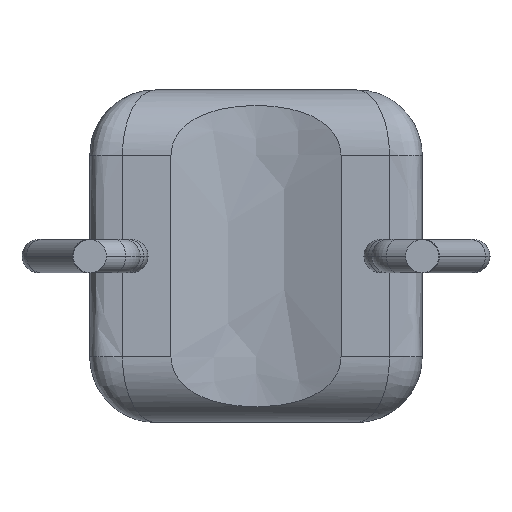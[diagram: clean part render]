
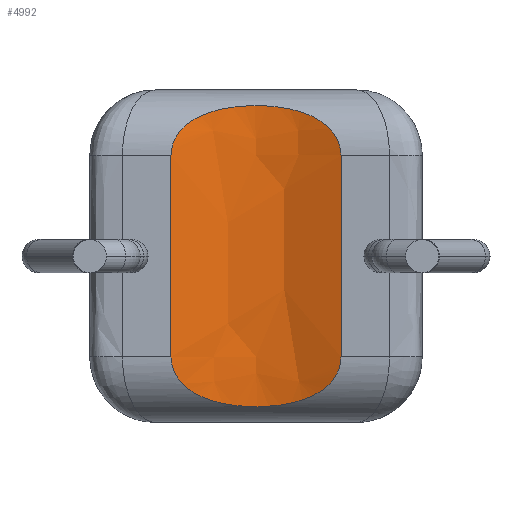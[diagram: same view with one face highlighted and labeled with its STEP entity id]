
A CAD part, front view. The second image highlights one B-rep face of the part: STEP entity #4992.
In plain terms, the highlighted free-form (B-spline) face has degree [2, 1] with [3, 2] control points.
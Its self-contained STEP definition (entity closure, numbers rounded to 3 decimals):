
#12 = ORIENTED_EDGE ( 'NONE', *, *, #586, .F. ) ;
#309 = CARTESIAN_POINT ( 'NONE',  ( 3.484, 0.169, 4.64 ) ) ;
#346 = CARTESIAN_POINT ( 'NONE',  ( 2.54, 0.7, 4.874 ) ) ;
#401 = CARTESIAN_POINT ( 'NONE',  ( 1.24, 0., 0.206 ) ) ;
#492 = CARTESIAN_POINT ( 'NONE',  ( 1.24, 0., 4.08 ) ) ;
#586 = EDGE_CURVE ( 'NONE', #3083, #1042, #6571, .T. ) ;
#595 = CARTESIAN_POINT ( 'NONE',  ( 3.1, 0.289, 0.296 ) ) ;
#657 = CARTESIAN_POINT ( 'NONE',  ( 1.24, 0., 0.855 ) ) ;
#909 = CARTESIAN_POINT ( 'NONE',  ( 1.845, 0.253, 4.749 ) ) ;
#1022 = CARTESIAN_POINT ( 'NONE',  ( 1.24, 0., 4.225 ) ) ;
#1042 = VERTEX_POINT ( 'NONE', #8434 ) ;
#1138 = CARTESIAN_POINT ( 'NONE',  ( 2.54, 0.7, 0.206 ) ) ;
#1201 = EDGE_CURVE ( 'NONE', #1042, #8307, #5701, .T. ) ;
#1730 = CARTESIAN_POINT ( 'NONE',  ( 1.596, 0.169, 4.64 ) ) ;
#1815 = EDGE_CURVE ( 'NONE', #3083, #3745, #4495, .T. ) ;
#1925 = B_SPLINE_SURFACE_WITH_KNOTS ( 'NONE', 2, 1, ( 
 ( #4376, #5936 ),
 ( #346, #1138 ),
 ( #7308, #401 ) ),
 .UNSPECIFIED., .F., .F., .F.,
 ( 3, 3 ),
 ( 2, 2 ),
 ( 0., 1. ),
 ( 0., 1. ),
 .UNSPECIFIED. ) ;
#1983 = CARTESIAN_POINT ( 'NONE',  ( 1.979, 0.289, 0.296 ) ) ;
#2034 = VECTOR ( 'NONE', #2363, 1000. ) ;
#2068 = CARTESIAN_POINT ( 'NONE',  ( 2.682, 0.35, 0.24 ) ) ;
#2100 = CARTESIAN_POINT ( 'NONE',  ( 1.596, 0.169, 0.44 ) ) ;
#2310 = CARTESIAN_POINT ( 'NONE',  ( 2.682, 0.35, 4.84 ) ) ;
#2363 = DIRECTION ( 'NONE',  ( 0., 0., -1. ) ) ;
#2762 = CARTESIAN_POINT ( 'NONE',  ( 3.84, 0., 0.855 ) ) ;
#2959 = DIRECTION ( 'NONE',  ( 0., 0., -1. ) ) ;
#2981 = CARTESIAN_POINT ( 'NONE',  ( 3.84, 0., 4.225 ) ) ;
#3068 = CARTESIAN_POINT ( 'NONE',  ( 2.255, 0.337, 4.829 ) ) ;
#3083 = VERTEX_POINT ( 'NONE', #492 ) ;
#3445 = CARTESIAN_POINT ( 'NONE',  ( 1.48, 0.119, 0.514 ) ) ;
#3522 = ORIENTED_EDGE ( 'NONE', *, *, #1201, .F. ) ;
#3637 = CARTESIAN_POINT ( 'NONE',  ( 1.24, 0., 1. ) ) ;
#3728 = CARTESIAN_POINT ( 'NONE',  ( 3.233, 0.254, 4.749 ) ) ;
#3745 = VERTEX_POINT ( 'NONE', #3637 ) ;
#4084 = CARTESIAN_POINT ( 'NONE',  ( 1.301, 0.034, 0.719 ) ) ;
#4114 = CARTESIAN_POINT ( 'NONE',  ( 3.778, 0.034, 0.719 ) ) ;
#4175 = CARTESIAN_POINT ( 'NONE',  ( 3.6, 0.119, 0.514 ) ) ;
#4376 = CARTESIAN_POINT ( 'NONE',  ( 3.84, 0., 4.874 ) ) ;
#4393 = CARTESIAN_POINT ( 'NONE',  ( 3.779, 0.034, 4.361 ) ) ;
#4454 = CARTESIAN_POINT ( 'NONE',  ( 3.101, 0.289, 4.784 ) ) ;
#4483 = CARTESIAN_POINT ( 'NONE',  ( 1.48, 0.119, 4.566 ) ) ;
#4495 = LINE ( 'NONE', #6328, #4596 ) ;
#4596 = VECTOR ( 'NONE', #2959, 1000. ) ;
#4769 = B_SPLINE_CURVE_WITH_KNOTS ( 'NONE', 3,
 ( #6192, #2762, #4114, #4175, #6926, #4775, #595, #4803, #2068, #7532, #6812, #1983, #7509, #2100, #3445, #4084, #657, #6867 ),
 .UNSPECIFIED., .F., .F.,
 ( 4, 2, 2, 2, 2, 2, 2, 2, 4 ),
 ( 0., 0., 0.001, 0.001, 0.002, 0.002, 0.003, 0.003, 0.003 ),
 .UNSPECIFIED. ) ;
#4775 = CARTESIAN_POINT ( 'NONE',  ( 3.235, 0.253, 0.331 ) ) ;
#4803 = CARTESIAN_POINT ( 'NONE',  ( 2.825, 0.337, 0.251 ) ) ;
#4992 = ADVANCED_FACE ( 'NONE', ( #5517 ), #1925, .T. ) ;
#5075 = CARTESIAN_POINT ( 'NONE',  ( 3.84, 0., 4.08 ) ) ;
#5517 = FACE_OUTER_BOUND ( 'NONE', #8089, .T. ) ;
#5701 = LINE ( 'NONE', #7169, #2034 ) ;
#5774 = CARTESIAN_POINT ( 'NONE',  ( 3.84, 0., 1. ) ) ;
#5777 = CARTESIAN_POINT ( 'NONE',  ( 1.98, 0.289, 4.784 ) ) ;
#5808 = CARTESIAN_POINT ( 'NONE',  ( 2.823, 0.337, 4.83 ) ) ;
#5870 = CARTESIAN_POINT ( 'NONE',  ( 1.302, 0.034, 4.361 ) ) ;
#5916 = ORIENTED_EDGE ( 'NONE', *, *, #6788, .F. ) ;
#5936 = CARTESIAN_POINT ( 'NONE',  ( 3.84, 0., 0.206 ) ) ;
#6192 = CARTESIAN_POINT ( 'NONE',  ( 3.84, 0., 1. ) ) ;
#6316 = ORIENTED_EDGE ( 'NONE', *, *, #1815, .T. ) ;
#6328 = CARTESIAN_POINT ( 'NONE',  ( 1.24, 0., 10. ) ) ;
#6571 = B_SPLINE_CURVE_WITH_KNOTS ( 'NONE', 3,
 ( #8622, #1022, #5870, #4483, #1730, #909, #5777, #3068, #7843, #2310, #5808, #4454, #3728, #309, #7116, #4393, #2981, #5075 ),
 .UNSPECIFIED., .F., .F.,
 ( 4, 2, 2, 2, 2, 2, 2, 2, 4 ),
 ( 0., 0., 0.001, 0.001, 0.002, 0.002, 0.003, 0.003, 0.003 ),
 .UNSPECIFIED. ) ;
#6788 = EDGE_CURVE ( 'NONE', #8307, #3745, #4769, .T. ) ;
#6812 = CARTESIAN_POINT ( 'NONE',  ( 2.257, 0.337, 0.25 ) ) ;
#6867 = CARTESIAN_POINT ( 'NONE',  ( 1.24, 0., 1. ) ) ;
#6926 = CARTESIAN_POINT ( 'NONE',  ( 3.484, 0.169, 0.44 ) ) ;
#7116 = CARTESIAN_POINT ( 'NONE',  ( 3.6, 0.119, 4.566 ) ) ;
#7169 = CARTESIAN_POINT ( 'NONE',  ( 3.84, 0., 10. ) ) ;
#7308 = CARTESIAN_POINT ( 'NONE',  ( 1.24, 0., 4.874 ) ) ;
#7509 = CARTESIAN_POINT ( 'NONE',  ( 1.847, 0.254, 0.331 ) ) ;
#7532 = CARTESIAN_POINT ( 'NONE',  ( 2.398, 0.35, 0.24 ) ) ;
#7843 = CARTESIAN_POINT ( 'NONE',  ( 2.398, 0.35, 4.84 ) ) ;
#8089 = EDGE_LOOP ( 'NONE', ( #3522, #12, #6316, #5916 ) ) ;
#8307 = VERTEX_POINT ( 'NONE', #5774 ) ;
#8434 = CARTESIAN_POINT ( 'NONE',  ( 3.84, 0., 4.08 ) ) ;
#8622 = CARTESIAN_POINT ( 'NONE',  ( 1.24, 0., 4.08 ) ) ;
